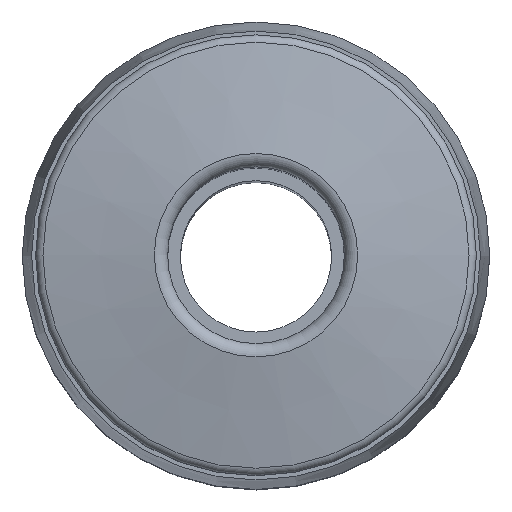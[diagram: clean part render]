
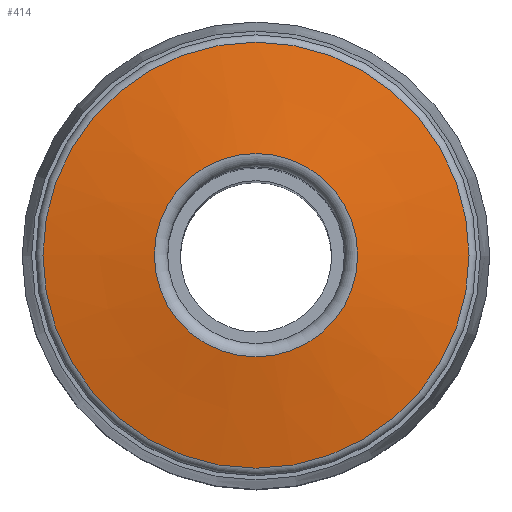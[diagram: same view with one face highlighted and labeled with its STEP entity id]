
A CAD part, top view. The second image highlights one B-rep face of the part: STEP entity #414.
In plain terms, the highlighted conical face has half-angle 80 degrees and reference radius 2.284 mm.
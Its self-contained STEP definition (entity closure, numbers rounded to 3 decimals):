
#38=ORIENTED_EDGE('',*,*,#84,.F.);
#39=ORIENTED_EDGE('',*,*,#85,.T.);
#84=EDGE_CURVE('',#107,#107,#130,.T.);
#85=EDGE_CURVE('',#108,#108,#131,.T.);
#107=VERTEX_POINT('',#585);
#108=VERTEX_POINT('',#587);
#130=CIRCLE('',#443,4.785);
#131=CIRCLE('',#444,2.285);
#153=EDGE_LOOP('',(#38));
#154=EDGE_LOOP('',(#39));
#199=FACE_BOUND('',#153,.T.);
#200=FACE_BOUND('',#154,.T.);
#245=CONICAL_SURFACE('',#442,2.285,1.396);
#414=ADVANCED_FACE('',(#199,#200),#245,.T.);
#442=AXIS2_PLACEMENT_3D('',#583,#490,#491);
#443=AXIS2_PLACEMENT_3D('',#584,#492,#493);
#444=AXIS2_PLACEMENT_3D('',#586,#494,#495);
#490=DIRECTION('',(0.,0.,-1.));
#491=DIRECTION('',(-1.,0.,0.));
#492=DIRECTION('',(0.,0.,-1.));
#493=DIRECTION('',(-1.,0.,0.));
#494=DIRECTION('',(0.,0.,-1.));
#495=DIRECTION('',(-1.,0.,0.));
#583=CARTESIAN_POINT('',(0.,0.,40.3));
#584=CARTESIAN_POINT('',(0.,0.,39.859));
#585=CARTESIAN_POINT('',(-4.785,0.,39.859));
#586=CARTESIAN_POINT('',(0.,0.,40.3));
#587=CARTESIAN_POINT('',(-2.285,0.,40.3));
